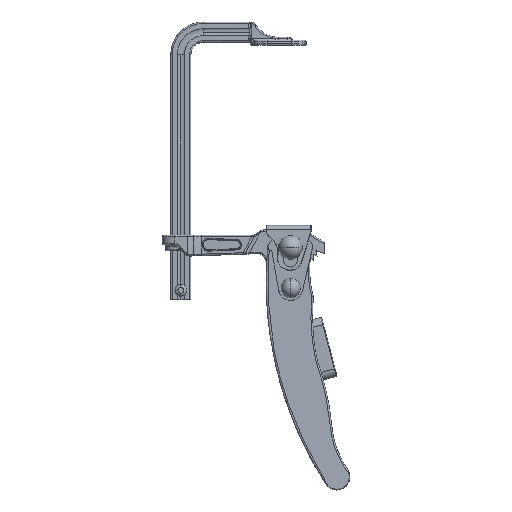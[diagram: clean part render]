
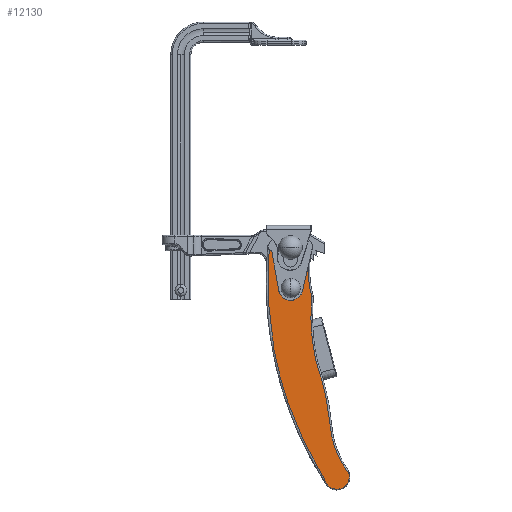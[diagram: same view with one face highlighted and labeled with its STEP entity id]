
A CAD part, top view. The second image highlights one B-rep face of the part: STEP entity #12130.
In plain terms, the highlighted planar face has unit normal (0.027, 0, 1).
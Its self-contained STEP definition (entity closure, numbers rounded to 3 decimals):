
#987 = CARTESIAN_POINT ( 'NONE',  ( 7.013, -29.59, 17.772 ) ) ;
#1010 = CARTESIAN_POINT ( 'NONE',  ( 8.039, -109.47, 17.744 ) ) ;
#1108 = CARTESIAN_POINT ( 'NONE',  ( 20.268, -41.163, 17.409 ) ) ;
#1133 = CARTESIAN_POINT ( 'NONE',  ( 31.491, -77.457, 17.101 ) ) ;
#1295 = LINE ( 'NONE', #14893, #7227 ) ;
#1422 = EDGE_CURVE ( 'NONE', #4139, #7074, #3639, .T. ) ;
#1526 = EDGE_LOOP ( 'NONE', ( #2229, #11510, #17186, #1955, #4505, #2661, #10207, #14224, #15234, #14793, #10048 ) ) ;
#1587 = DIRECTION ( 'NONE',  ( -0.027, 0., -1. ) ) ;
#1719 = VERTEX_POINT ( 'NONE', #16710 ) ;
#1797 = EDGE_CURVE ( 'NONE', #14760, #4314, #4997, .T. ) ;
#1955 = ORIENTED_EDGE ( 'NONE', *, *, #2283, .T. ) ;
#2123 = CARTESIAN_POINT ( 'NONE',  ( 1.881, -3.184, 17.912 ) ) ;
#2229 = ORIENTED_EDGE ( 'NONE', *, *, #16102, .T. ) ;
#2242 = CARTESIAN_POINT ( 'NONE',  ( 52.877, -152.681, 16.516 ) ) ;
#2257 = VERTEX_POINT ( 'NONE', #13790 ) ;
#2283 = EDGE_CURVE ( 'NONE', #7074, #1719, #13480, .T. ) ;
#2331 = CARTESIAN_POINT ( 'NONE',  ( 52.971, -154.113, 16.513 ) ) ;
#2374 = VERTEX_POINT ( 'NONE', #4327 ) ;
#2661 = ORIENTED_EDGE ( 'NONE', *, *, #3065, .T. ) ;
#2951 = CARTESIAN_POINT ( 'NONE',  ( 28.294, -63.161, 17.189 ) ) ;
#3065 = EDGE_CURVE ( 'NONE', #12899, #14760, #5644, .T. ) ;
#3301 = VERTEX_POINT ( 'NONE', #4630 ) ;
#3418 = CARTESIAN_POINT ( 'NONE',  ( 0.798, -2.364, 17.942 ) ) ;
#3639 =( BOUNDED_CURVE ( )  B_SPLINE_CURVE ( 3, ( #7999, #14832, #2242, #12028 ),
 .UNSPECIFIED., .F., .F. ) 
 B_SPLINE_CURVE_WITH_KNOTS ( ( 4, 4 ),
 ( 0., 0.26 ),
 .UNSPECIFIED. ) 
 CURVE ( )  GEOMETRIC_REPRESENTATION_ITEM ( )  RATIONAL_B_SPLINE_CURVE ( ( 1., 0.994, 0.994, 1. ) ) 
 REPRESENTATION_ITEM ( '' )  );
#3772 = CARTESIAN_POINT ( 'NONE',  ( 8.909, -40.796, 17.72 ) ) ;
#3775 = CARTESIAN_POINT ( 'NONE',  ( 52.693, -151.986, 16.521 ) ) ;
#3884 = VERTEX_POINT ( 'NONE', #4169 ) ;
#4139 = VERTEX_POINT ( 'NONE', #4791 ) ;
#4169 = CARTESIAN_POINT ( 'NONE',  ( 7.013, -29.59, 17.772 ) ) ;
#4314 = VERTEX_POINT ( 'NONE', #12477 ) ;
#4327 = CARTESIAN_POINT ( 'NONE',  ( 36.596, -155.755, 16.962 ) ) ;
#4505 = ORIENTED_EDGE ( 'NONE', *, *, #10569, .T. ) ;
#4550 = EDGE_CURVE ( 'NONE', #3301, #2257, #6695, .T. ) ;
#4630 = CARTESIAN_POINT ( 'NONE',  ( 2.563, -3.28, 17.893 ) ) ;
#4791 = CARTESIAN_POINT ( 'NONE',  ( 52.971, -154.113, 16.513 ) ) ;
#4847 = CARTESIAN_POINT ( 'NONE',  ( 26.425, -20.472, 17.24 ) ) ;
#4975 = CARTESIAN_POINT ( 'NONE',  ( 27.173, -27.326, 17.22 ) ) ;
#4997 =( BOUNDED_CURVE ( )  B_SPLINE_CURVE ( 3, ( #16135, #4975, #4847, #14559 ),
 .UNSPECIFIED., .F., .F. ) 
 B_SPLINE_CURVE_WITH_KNOTS ( ( 4, 4 ),
 ( 2.872, 3.194 ),
 .UNSPECIFIED. ) 
 CURVE ( )  GEOMETRIC_REPRESENTATION_ITEM ( )  RATIONAL_B_SPLINE_CURVE ( ( 1., 0.991, 0.991, 1. ) ) 
 REPRESENTATION_ITEM ( '' )  );
#5177 = CARTESIAN_POINT ( 'NONE',  ( 41.275, -131.427, 16.834 ) ) ;
#5265 = CARTESIAN_POINT ( 'NONE',  ( 39.231, -105.195, 16.889 ) ) ;
#5287 = CARTESIAN_POINT ( 'NONE',  ( 52.971, -167.831, 16.513 ) ) ;
#5502 =( BOUNDED_CURVE ( )  B_SPLINE_CURVE ( 3, ( #15361, #13649, #5287, #2331 ),
 .UNSPECIFIED., .F., .F. ) 
 B_SPLINE_CURVE_WITH_KNOTS ( ( 4, 4 ),
 ( 3.342, 6.283 ),
 .UNSPECIFIED. ) 
 CURVE ( )  GEOMETRIC_REPRESENTATION_ITEM ( )  RATIONAL_B_SPLINE_CURVE ( ( 1., 0.4, 0.4, 1. ) ) 
 REPRESENTATION_ITEM ( '' )  );
#5644 =( BOUNDED_CURVE ( )  B_SPLINE_CURVE ( 3, ( #10032, #2951, #14016, #7238 ),
 .UNSPECIFIED., .F., .F. ) 
 B_SPLINE_CURVE_WITH_KNOTS ( ( 4, 4 ),
 ( 2.922, 3.248 ),
 .UNSPECIFIED. ) 
 CURVE ( )  GEOMETRIC_REPRESENTATION_ITEM ( )  RATIONAL_B_SPLINE_CURVE ( ( 1., 0.991, 0.991, 1. ) ) 
 REPRESENTATION_ITEM ( '' )  );
#5990 = VECTOR ( 'NONE', #12664, 1000. ) ;
#6092 = FACE_OUTER_BOUND ( 'NONE', #1526, .T. ) ;
#6695 =( BOUNDED_CURVE ( )  B_SPLINE_CURVE ( 3, ( #9113, #2123, #10442, #3418 ),
 .UNSPECIFIED., .F., .F. ) 
 B_SPLINE_CURVE_WITH_KNOTS ( ( 4, 4 ),
 ( 4.853, 5.529 ),
 .UNSPECIFIED. ) 
 CURVE ( )  GEOMETRIC_REPRESENTATION_ITEM ( )  RATIONAL_B_SPLINE_CURVE ( ( 1., 0.962, 0.962, 1. ) ) 
 REPRESENTATION_ITEM ( '' )  );
#7074 = VERTEX_POINT ( 'NONE', #16920 ) ;
#7227 = VECTOR ( 'NONE', #7936, 1000. ) ;
#7238 = CARTESIAN_POINT ( 'NONE',  ( 29.013, -33.971, 17.169 ) ) ;
#7276 = CARTESIAN_POINT ( 'NONE',  ( 31.491, -77.457, 17.101 ) ) ;
#7450 = CARTESIAN_POINT ( 'NONE',  ( 22.883, -30.103, 17.337 ) ) ;
#7936 = DIRECTION ( 'NONE',  ( -0.23, -0.973, 0.006 ) ) ;
#7947 =( BOUNDED_CURVE ( )  B_SPLINE_CURVE ( 3, ( #8141, #5265, #17875, #1133 ),
 .UNSPECIFIED., .F., .F. ) 
 B_SPLINE_CURVE_WITH_KNOTS ( ( 4, 4 ),
 ( 0.09, 0.333 ),
 .UNSPECIFIED. ) 
 CURVE ( )  GEOMETRIC_REPRESENTATION_ITEM ( )  RATIONAL_B_SPLINE_CURVE ( ( 1., 0.995, 0.995, 1. ) ) 
 REPRESENTATION_ITEM ( '' )  );
#7999 = CARTESIAN_POINT ( 'NONE',  ( 52.971, -154.113, 16.513 ) ) ;
#8141 = CARTESIAN_POINT ( 'NONE',  ( 40.521, -119.562, 16.854 ) ) ;
#8442 = CARTESIAN_POINT ( 'NONE',  ( 28.699, -157.8, 17.178 ) ) ;
#8654 = CARTESIAN_POINT ( 'NONE',  ( -1.329, -162.883, 18. ) ) ;
#9113 = CARTESIAN_POINT ( 'NONE',  ( 2.563, -3.28, 17.893 ) ) ;
#9400 = CARTESIAN_POINT ( 'NONE',  ( 40.521, -119.562, 16.854 ) ) ;
#9484 =( BOUNDED_CURVE ( )  B_SPLINE_CURVE ( 3, ( #9509, #1108, #3772, #987 ),
 .UNSPECIFIED., .F., .F. ) 
 B_SPLINE_CURVE_WITH_KNOTS ( ( 4, 4 ),
 ( 3.374, 6.116 ),
 .UNSPECIFIED. ) 
 CURVE ( )  GEOMETRIC_REPRESENTATION_ITEM ( )  RATIONAL_B_SPLINE_CURVE ( ( 1., 0.466, 0.466, 1. ) ) 
 REPRESENTATION_ITEM ( '' )  );
#9509 = CARTESIAN_POINT ( 'NONE',  ( 22.883, -30.103, 17.337 ) ) ;
#10032 = CARTESIAN_POINT ( 'NONE',  ( 31.491, -77.457, 17.101 ) ) ;
#10048 = ORIENTED_EDGE ( 'NONE', *, *, #4550, .T. ) ;
#10207 = ORIENTED_EDGE ( 'NONE', *, *, #1797, .T. ) ;
#10442 = CARTESIAN_POINT ( 'NONE',  ( 1.27, -2.866, 17.929 ) ) ;
#10569 = EDGE_CURVE ( 'NONE', #1719, #12899, #7947, .T. ) ;
#10955 = EDGE_CURVE ( 'NONE', #4314, #14877, #1295, .T. ) ;
#11415 = CARTESIAN_POINT ( 'NONE',  ( 29.013, -33.971, 17.169 ) ) ;
#11510 = ORIENTED_EDGE ( 'NONE', *, *, #11540, .T. ) ;
#11540 = EDGE_CURVE ( 'NONE', #2374, #4139, #5502, .T. ) ;
#11636 = DIRECTION ( 'NONE',  ( -1., 0., 0.027 ) ) ;
#12028 = CARTESIAN_POINT ( 'NONE',  ( 52.693, -151.986, 16.521 ) ) ;
#12130 = ADVANCED_FACE ( 'NONE', ( #6092 ), #14155, .F. ) ;
#12402 = CARTESIAN_POINT ( 'NONE',  ( -4.321, -56.508, 18.082 ) ) ;
#12477 = CARTESIAN_POINT ( 'NONE',  ( 26.788, -13.587, 17.23 ) ) ;
#12664 = DIRECTION ( 'NONE',  ( -0.167, 0.986, 0.005 ) ) ;
#12899 = VERTEX_POINT ( 'NONE', #7276 ) ;
#13480 =( BOUNDED_CURVE ( )  B_SPLINE_CURVE ( 3, ( #3775, #13554, #5177, #9400 ),
 .UNSPECIFIED., .F., .F. ) 
 B_SPLINE_CURVE_WITH_KNOTS ( ( 4, 4 ),
 ( 2.487, 3.078 ),
 .UNSPECIFIED. ) 
 CURVE ( )  GEOMETRIC_REPRESENTATION_ITEM ( )  RATIONAL_B_SPLINE_CURVE ( ( 1., 0.971, 0.971, 1. ) ) 
 REPRESENTATION_ITEM ( '' )  );
#13554 = CARTESIAN_POINT ( 'NONE',  ( 45.453, -142.557, 16.719 ) ) ;
#13649 = CARTESIAN_POINT ( 'NONE',  ( 39.321, -169.201, 16.887 ) ) ;
#13683 = CARTESIAN_POINT ( 'NONE',  ( 36.596, -155.755, 16.962 ) ) ;
#13790 = CARTESIAN_POINT ( 'NONE',  ( 0.798, -2.364, 17.942 ) ) ;
#14016 = CARTESIAN_POINT ( 'NONE',  ( 27.461, -48.537, 17.212 ) ) ;
#14155 = PLANE ( 'NONE',  #14758 ) ;
#14224 = ORIENTED_EDGE ( 'NONE', *, *, #10955, .T. ) ;
#14307 = LINE ( 'NONE', #8442, #5990 ) ;
#14559 = CARTESIAN_POINT ( 'NONE',  ( 26.788, -13.587, 17.23 ) ) ;
#14758 = AXIS2_PLACEMENT_3D ( 'NONE', #8654, #1587, #11636 ) ;
#14760 = VERTEX_POINT ( 'NONE', #11415 ) ;
#14793 = ORIENTED_EDGE ( 'NONE', *, *, #15632, .T. ) ;
#14832 = CARTESIAN_POINT ( 'NONE',  ( 52.971, -153.394, 16.513 ) ) ;
#14877 = VERTEX_POINT ( 'NONE', #7450 ) ;
#14893 = CARTESIAN_POINT ( 'NONE',  ( -8.131, -161.273, 18.186 ) ) ;
#15200 = CARTESIAN_POINT ( 'NONE',  ( 0.798, -2.364, 17.942 ) ) ;
#15234 = ORIENTED_EDGE ( 'NONE', *, *, #16403, .T. ) ;
#15361 = CARTESIAN_POINT ( 'NONE',  ( 36.596, -155.755, 16.962 ) ) ;
#15632 = EDGE_CURVE ( 'NONE', #3884, #3301, #14307, .T. ) ;
#16102 = EDGE_CURVE ( 'NONE', #2257, #2374, #17073, .T. ) ;
#16135 = CARTESIAN_POINT ( 'NONE',  ( 29.013, -33.971, 17.169 ) ) ;
#16403 = EDGE_CURVE ( 'NONE', #14877, #3884, #9484, .T. ) ;
#16710 = CARTESIAN_POINT ( 'NONE',  ( 40.521, -119.562, 16.854 ) ) ;
#16920 = CARTESIAN_POINT ( 'NONE',  ( 52.693, -151.986, 16.521 ) ) ;
#17073 =( BOUNDED_CURVE ( )  B_SPLINE_CURVE ( 3, ( #15200, #12402, #1010, #13683 ),
 .UNSPECIFIED., .F., .F. ) 
 B_SPLINE_CURVE_WITH_KNOTS ( ( 4, 4 ),
 ( 3.047, 3.694 ),
 .UNSPECIFIED. ) 
 CURVE ( )  GEOMETRIC_REPRESENTATION_ITEM ( )  RATIONAL_B_SPLINE_CURVE ( ( 1., 0.965, 0.965, 1. ) ) 
 REPRESENTATION_ITEM ( '' )  );
#17186 = ORIENTED_EDGE ( 'NONE', *, *, #1422, .T. ) ;
#17875 = CARTESIAN_POINT ( 'NONE',  ( 36.206, -91.09, 16.972 ) ) ;
